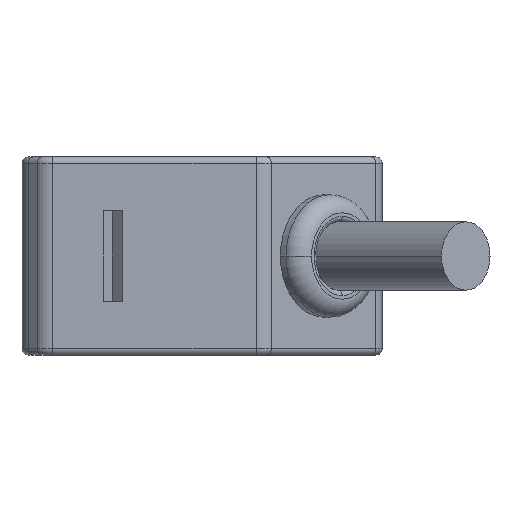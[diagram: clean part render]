
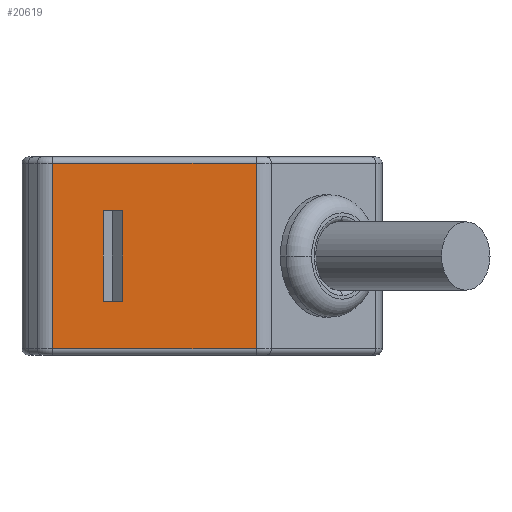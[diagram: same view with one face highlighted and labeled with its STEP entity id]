
A CAD part, front view. The second image highlights one B-rep face of the part: STEP entity #20619.
In plain terms, the highlighted planar face has unit normal (0, -1, 0).
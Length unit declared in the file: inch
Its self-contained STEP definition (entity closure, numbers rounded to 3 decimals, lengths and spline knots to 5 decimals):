
#46 = VECTOR ( 'NONE', #22930, 39.37008 ) ;
#1079 = ORIENTED_EDGE ( 'NONE', *, *, #16700, .T. ) ;
#1099 = DIRECTION ( 'NONE',  ( 0., 0., 1. ) ) ;
#1456 = EDGE_CURVE ( 'NONE', #13500, #25758, #19125, .T. ) ;
#1885 = EDGE_LOOP ( 'NONE', ( #12916, #6597, #1079, #13569 ) ) ;
#2663 = LINE ( 'NONE', #11014, #4798 ) ;
#2878 = DIRECTION ( 'NONE',  ( 0., 1., 0. ) ) ;
#2988 = VERTEX_POINT ( 'NONE', #10929 ) ;
#3161 = EDGE_CURVE ( 'NONE', #19428, #3546, #3978, .T. ) ;
#3470 = DIRECTION ( 'NONE',  ( 1., 0., 0. ) ) ;
#3546 = VERTEX_POINT ( 'NONE', #8691 ) ;
#3586 = CARTESIAN_POINT ( 'NONE',  ( 1.3189, 2.02125, -0.20276 ) ) ;
#3978 = LINE ( 'NONE', #12184, #21683 ) ;
#4198 = CARTESIAN_POINT ( 'NONE',  ( 1.29933, 2.02125, 0.20276 ) ) ;
#4798 = VECTOR ( 'NONE', #23338, 39.37008 ) ;
#5218 = CARTESIAN_POINT ( 'NONE',  ( 1.00787, 2.02125, -0.09843 ) ) ;
#5287 = CARTESIAN_POINT ( 'NONE',  ( 1.3189, 2.02125, -0.18504 ) ) ;
#5365 = ORIENTED_EDGE ( 'NONE', *, *, #25565, .T. ) ;
#5392 = CARTESIAN_POINT ( 'NONE',  ( 1.00787, 2.02125, -0.09843 ) ) ;
#6010 = DIRECTION ( 'NONE',  ( 0., 0., 1. ) ) ;
#6597 = ORIENTED_EDGE ( 'NONE', *, *, #24046, .F. ) ;
#6700 = CARTESIAN_POINT ( 'NONE',  ( 0.85421, 2.02125, -0.18504 ) ) ;
#6701 = ORIENTED_EDGE ( 'NONE', *, *, #1456, .T. ) ;
#7102 = VECTOR ( 'NONE', #21544, 39.37008 ) ;
#7656 = LINE ( 'NONE', #17451, #9066 ) ;
#8493 = EDGE_CURVE ( 'NONE', #22764, #3546, #9299, .T. ) ;
#8691 = CARTESIAN_POINT ( 'NONE',  ( 1.00787, 2.02125, 0.09843 ) ) ;
#9066 = VECTOR ( 'NONE', #3470, 39.37008 ) ;
#9299 = LINE ( 'NONE', #5392, #17358 ) ;
#9332 = PLANE ( 'NONE',  #12489 ) ;
#10101 = CARTESIAN_POINT ( 'NONE',  ( 1.3189, 2.02125, 0.20276 ) ) ;
#10837 = EDGE_CURVE ( 'NONE', #11799, #13500, #11938, .T. ) ;
#10929 = CARTESIAN_POINT ( 'NONE',  ( 0.85421, 2.02125, -0.20276 ) ) ;
#11014 = CARTESIAN_POINT ( 'NONE',  ( 0.96457, 2.02125, -0.09843 ) ) ;
#11799 = VERTEX_POINT ( 'NONE', #18336 ) ;
#11801 = DIRECTION ( 'NONE',  ( 1., 0., 0. ) ) ;
#11938 = LINE ( 'NONE', #17840, #24187 ) ;
#12184 = CARTESIAN_POINT ( 'NONE',  ( 0.96457, 2.02125, 0.09843 ) ) ;
#12489 = AXIS2_PLACEMENT_3D ( 'NONE', #5287, #2878, #1099 ) ;
#12916 = ORIENTED_EDGE ( 'NONE', *, *, #8493, .F. ) ;
#13500 = VERTEX_POINT ( 'NONE', #4198 ) ;
#13569 = ORIENTED_EDGE ( 'NONE', *, *, #3161, .T. ) ;
#15747 = CARTESIAN_POINT ( 'NONE',  ( 0.96457, 2.02125, 0.09843 ) ) ;
#16700 = EDGE_CURVE ( 'NONE', #19236, #19428, #2663, .T. ) ;
#17253 = FACE_BOUND ( 'NONE', #1885, .T. ) ;
#17358 = VECTOR ( 'NONE', #21761, 39.37008 ) ;
#17451 = CARTESIAN_POINT ( 'NONE',  ( 0.96457, 2.02125, -0.09843 ) ) ;
#17840 = CARTESIAN_POINT ( 'NONE',  ( 1.29933, 2.02125, 0.21654 ) ) ;
#17856 = EDGE_CURVE ( 'NONE', #2988, #11799, #21986, .T. ) ;
#18336 = CARTESIAN_POINT ( 'NONE',  ( 1.29933, 2.02125, -0.20276 ) ) ;
#19087 = DIRECTION ( 'NONE',  ( 1., 0., 0. ) ) ;
#19125 = LINE ( 'NONE', #10101, #7102 ) ;
#19236 = VERTEX_POINT ( 'NONE', #20436 ) ;
#19428 = VERTEX_POINT ( 'NONE', #15747 ) ;
#19441 = VECTOR ( 'NONE', #11801, 39.37008 ) ;
#19563 = CARTESIAN_POINT ( 'NONE',  ( 0.85421, 2.02125, 0.20276 ) ) ;
#20436 = CARTESIAN_POINT ( 'NONE',  ( 0.96457, 2.02125, -0.09843 ) ) ;
#20619 = ADVANCED_FACE ( 'NONE', ( #17253, #25146 ), #9332, .F. ) ;
#21544 = DIRECTION ( 'NONE',  ( -1., 0., 0. ) ) ;
#21683 = VECTOR ( 'NONE', #19087, 39.37008 ) ;
#21761 = DIRECTION ( 'NONE',  ( 0., 0., 1. ) ) ;
#21986 = LINE ( 'NONE', #3586, #19441 ) ;
#22499 = ORIENTED_EDGE ( 'NONE', *, *, #17856, .T. ) ;
#22764 = VERTEX_POINT ( 'NONE', #5218 ) ;
#22930 = DIRECTION ( 'NONE',  ( 0., 0., -1. ) ) ;
#23338 = DIRECTION ( 'NONE',  ( 0., 0., 1. ) ) ;
#24046 = EDGE_CURVE ( 'NONE', #19236, #22764, #7656, .T. ) ;
#24187 = VECTOR ( 'NONE', #6010, 39.37008 ) ;
#24464 = EDGE_LOOP ( 'NONE', ( #5365, #22499, #25593, #6701 ) ) ;
#25059 = LINE ( 'NONE', #6700, #46 ) ;
#25146 = FACE_OUTER_BOUND ( 'NONE', #24464, .T. ) ;
#25565 = EDGE_CURVE ( 'NONE', #25758, #2988, #25059, .T. ) ;
#25593 = ORIENTED_EDGE ( 'NONE', *, *, #10837, .T. ) ;
#25758 = VERTEX_POINT ( 'NONE', #19563 ) ;
